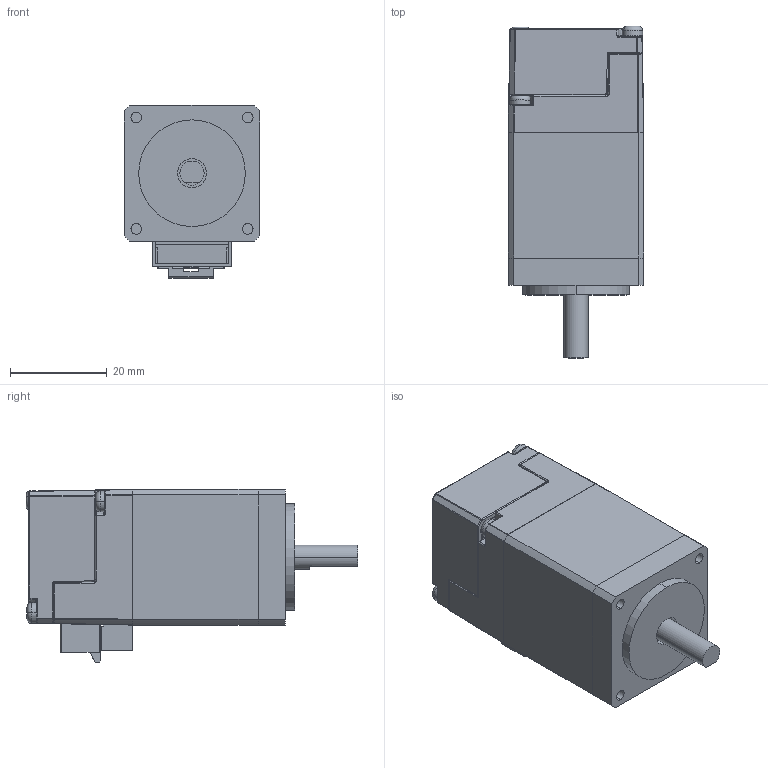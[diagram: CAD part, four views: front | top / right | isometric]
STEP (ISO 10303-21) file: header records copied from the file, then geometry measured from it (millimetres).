
FILE_DESCRIPTION (( 'STEP AP214' ), '1' );
FILE_NAME ('AM11RS2DMA軞蚾芞.STEP', '2016-03-11T02:21:16', ( '' ), ( '' ), 'SwSTEP 2.0', 'SolidWorks 2014', '' );
FILE_SCHEMA (( 'AUTOMOTIVE_DESIGN' ));
Length unit declared in the file: millimetre
Products named in the file (28): M2x65; 11粣-6; 5018761240-2013-8-26; 11萇儂隅赽-6; RS11萇儂綴傷裔; 晤鎢ん傷裔-羲耀; AM11RS2DMA軞蚾芞; 棠詩粣杶-6; 11萇儂ヶ傷裔-6; PCB誘裔; 棠詩-6; 粣創; 垫圈
Assembly tree (15 placements, depth 2):
  11粣-6
  11萇儂隅赽-6
  M2x65
  RS11萇儂綴傷裔
  M2x65
Bounding box: 28 x 68.47 x 35.75 mm (x, y, z)
Volume: 23445.9 mm3; surface area: 20740.8 mm2
Topology: 3 solids, 15 shells, 1110 faces, 2814 edges, 1759 vertices
Faces by surface type: plane 566, cylinder 309, bspline 169, cone 40, torus 26
Entity records: 43669 total; most frequent: CARTESIAN_POINT 9891, ORIENTED_EDGE 5228, DIRECTION 4792, EDGE_CURVE 2614, LINE 1656, VECTOR 1656, VERTEX_POINT 1633, AXIS2_PLACEMENT_3D 1568
